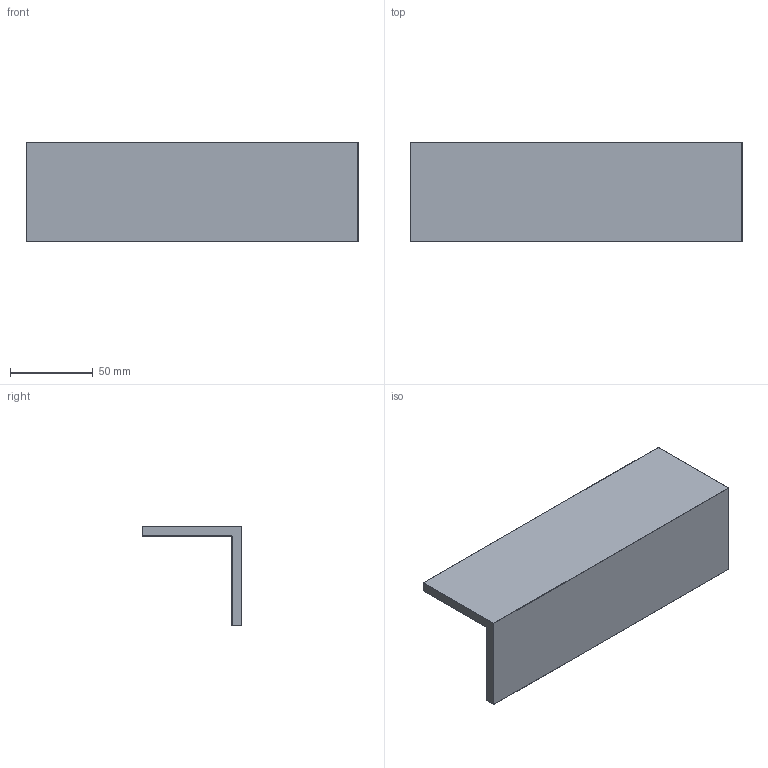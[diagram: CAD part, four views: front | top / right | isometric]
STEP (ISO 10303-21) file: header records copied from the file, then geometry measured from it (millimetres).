
FILE_DESCRIPTION(/* description */ (''),/* implementation_level */ '2;1');
FILE_NAME(/* name */ '1029586.stp',/* time_stamp */ '2024-11-29T15:12:44+01:00',/* author */ ('Bo'),/* organization */ (''),/* preprocessor_version */ 'ST-DEVELOPER v20',/* originating_system */ 'Autodesk Inventor 2025',/* authorisation */ '');
FILE_SCHEMA (('AUTOMOTIVE_DESIGN { 1 0 10303 214 3 1 1 }'));
Length unit declared in the file: inch
Products named in the file (1): 1029586
Bounding box: 200 x 60 x 60 mm (x, y, z)
Volume: 136797.3 mm3; surface area: 49295.9 mm2
Topology: 1 solids, 1 shells, 38 faces, 74 edges, 38 vertices
Faces by surface type: cylinder 18, sphere 10, plane 8, torus 2
Entity records: 1036 total; most frequent: DIRECTION 190, CARTESIAN_POINT 151, ORIENTED_EDGE 148, AXIS2_PLACEMENT_3D 77, EDGE_CURVE 74, STYLED_ITEM 39, FACE_OUTER_BOUND 38, EDGE_LOOP 38
